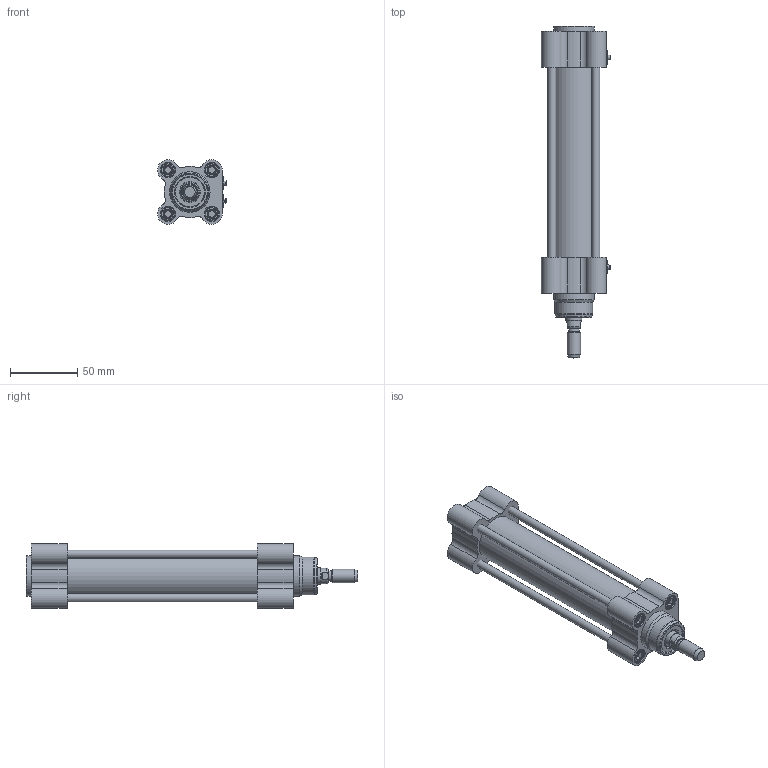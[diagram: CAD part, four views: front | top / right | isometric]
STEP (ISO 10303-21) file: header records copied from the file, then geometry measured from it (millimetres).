
FILE_DESCRIPTION((''),'2;1');
FILE_NAME('YDM032.100.GS.M.stp','2014-07-04T14:39:57',('carlo.corazza'),(''),'Autodesk Inventor 2012','Autodesk Inventor 2012','');
FILE_SCHEMA(('AUTOMOTIVE_DESIGN { 1 0 10303 214 1 1 1 1 }'));
Length unit declared in the file: millimetre
Products named in the file (6): YDM032..GS.M; CORPO-100; TP; STELO-100; TA; TIRANTE-100
Assembly tree (8 placements, depth 2):
  YDM032..GS.M
    CORPO-100
    TP
    STELO-100
    TA
    TIRANTE-100  x4
Bounding box: 51.2 x 246 x 48 mm (x, y, z)
Volume: 158924.3 mm3; surface area: 88845.3 mm2
Topology: 14 solids, 18 shells, 457 faces, 1003 edges, 621 vertices
Faces by surface type: plane 192, cylinder 112, cone 103, torus 42, revolution 8
Full cylindrical faces by diameter (mm): 1.75 x2, 3.2 x2, 3.3 x2, 3.5 x2, 4 x2, 4.917 x8, 5.3 x3, 6 x4, 6.8 x4, 6.99 x2, 7 x6, 7.9 x1, 8 x1, 8.566 x2, 9.7 x2, 10 x11, 10.5 x8, 11.6 x1, 12 x2, 12.8 x1, 12.847 x1, 15 x2, 16 x2, 22 x3, 28 x1, 30 x2, 32 x1, 34 x1
Entity records: 11812 total; most frequent: CARTESIAN_POINT 2413, DIRECTION 1923, ORIENTED_EDGE 1468, AXIS2_PLACEMENT_3D 856, EDGE_CURVE 734, EDGE_LOOP 716, VERTEX_POINT 565, FACE_OUTER_BOUND 442
